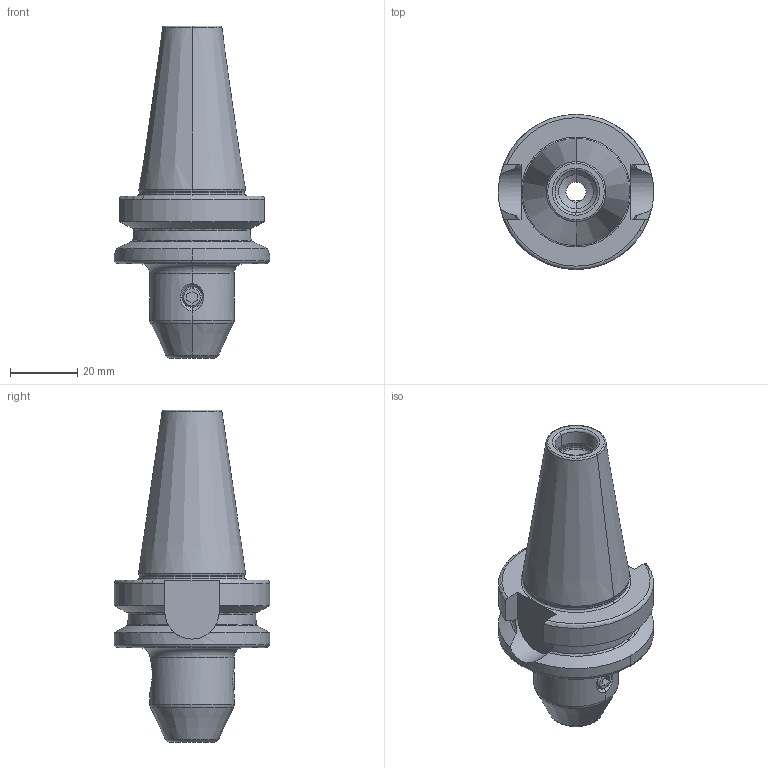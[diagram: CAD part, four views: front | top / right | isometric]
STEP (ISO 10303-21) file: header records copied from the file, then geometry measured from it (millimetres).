
FILE_DESCRIPTION((''),'2;1');
FILE_NAME('305_04_06','2020-07-14T',('104091'),(''),'CREO PARAMETRIC BY PTC INC, 2015290','CREO PARAMETRIC BY PTC INC, 2015290','');
FILE_SCHEMA(('CONFIG_CONTROL_DESIGN'));
Length unit declared in the file: millimetre
Products named in the file (1): 305_04_06
Bounding box: 46 x 46 x 98.4 mm (x, y, z)
Volume: 58226 mm3; surface area: 14476.5 mm2
Topology: 1 solids, 1 shells, 95 faces, 221 edges, 129 vertices
Faces by surface type: torus 28, cylinder 24, cone 22, plane 19, sphere 2
Entity records: 2950 total; most frequent: CARTESIAN_POINT 747, DIRECTION 484, ORIENTED_EDGE 438, EDGE_CURVE 219, AXIS2_PLACEMENT_3D 206, VERTEX_POINT 129, CIRCLE 108, EDGE_LOOP 100
